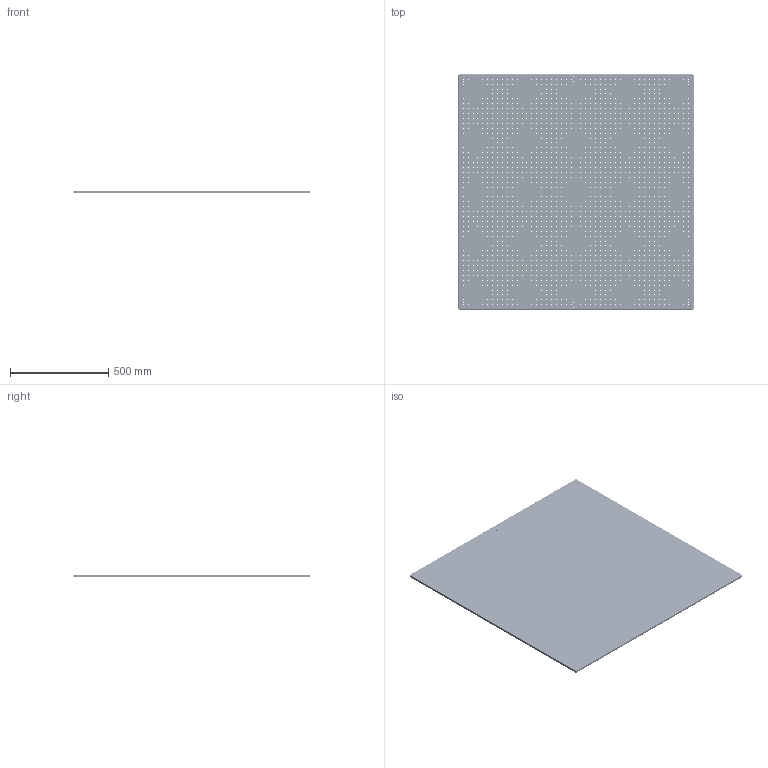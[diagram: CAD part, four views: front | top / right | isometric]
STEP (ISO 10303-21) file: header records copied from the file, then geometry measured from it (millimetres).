
FILE_DESCRIPTION (( 'STEP AP203' ), '1' );
FILE_NAME ('BR1212-1M.STEP', '2016-05-19T09:45:42', ( '' ), ( '' ), 'SwSTEP 2.0', 'SolidWorks 2016', '' );
FILE_SCHEMA (( 'CONFIG_CONTROL_DESIGN' ));
Length unit declared in the file: millimetre
Products named in the file (1): BR1212-1M
Bounding box: 1200 x 1200 x 13 mm (x, y, z)
Volume: 18144498.2 mm3; surface area: 3300368 mm2
Topology: 1 solids, 1 shells, 4486 faces, 13418 edges, 8940 vertices
Faces by surface type: cylinder 4466, plane 12, torus 8
Entity records: 165615 total; most frequent: DIRECTION 31332, CARTESIAN_POINT 26845, ORIENTED_EDGE 26836, AXIS2_PLACEMENT_3D 13427, EDGE_CURVE 13418, VERTEX_POINT 8940, CIRCLE 8940, EDGE_LOOP 8934
